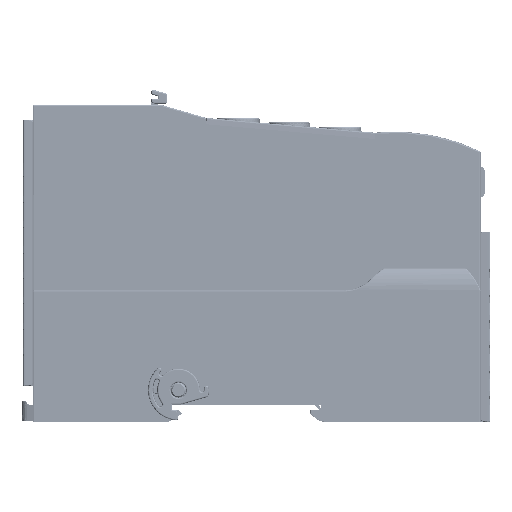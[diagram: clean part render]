
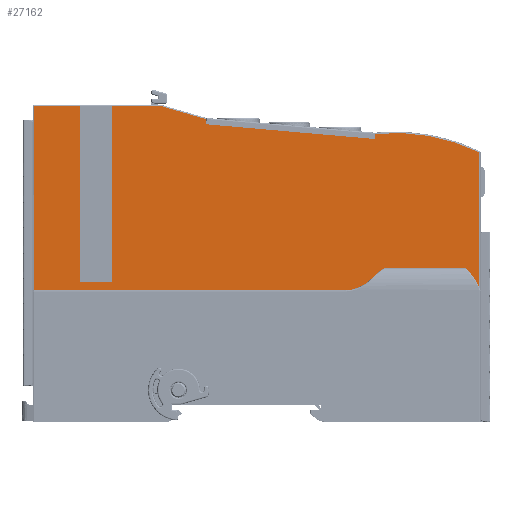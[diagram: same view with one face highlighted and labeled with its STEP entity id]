
A CAD part, front view. The second image highlights one B-rep face of the part: STEP entity #27162.
In plain terms, the highlighted planar face has unit normal (0, -1, 0).
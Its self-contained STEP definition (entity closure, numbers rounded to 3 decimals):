
#21233=CIRCLE('',#158097,15.);
#21237=CIRCLE('',#158103,9.);
#21238=CIRCLE('',#158105,45.883);
#21245=CIRCLE('',#158116,0.3);
#21247=CIRCLE('',#158122,13.);
#21248=CIRCLE('',#158126,0.3);
#23717=B_SPLINE_CURVE_WITH_KNOTS('',3,(#209779,#209780,#209781,#209782),
 .UNSPECIFIED.,.F.,.F.,(4,4),(0.,1.),.UNSPECIFIED.);
#23724=B_SPLINE_CURVE_WITH_KNOTS('',3,(#210508,#210509,#210510,#210511),
 .UNSPECIFIED.,.F.,.F.,(4,4),(0.,1.),.UNSPECIFIED.);
#23726=B_SPLINE_CURVE_WITH_KNOTS('',3,(#210619,#210620,#210621,#210622),
 .UNSPECIFIED.,.F.,.F.,(4,4),(0.,1.),.UNSPECIFIED.);
#27162=ADVANCED_FACE('',(#39687),#34378,.T.);
#34378=PLANE('',#158315);
#39687=FACE_OUTER_BOUND('',#47028,.T.);
#47028=EDGE_LOOP('',(#59721,#59722,#59723,#59724,#59725,#59726,#59727,#59728,
#59729,#59730,#59731,#59732,#59733,#59734,#59735,#59736,#59737,#59738,#59739,
#59740,#59741));
#59721=ORIENTED_EDGE('',*,*,#109645,.T.);
#59722=ORIENTED_EDGE('',*,*,#109616,.T.);
#59723=ORIENTED_EDGE('',*,*,#109614,.F.);
#59724=ORIENTED_EDGE('',*,*,#109261,.T.);
#59725=ORIENTED_EDGE('',*,*,#109281,.F.);
#59726=ORIENTED_EDGE('',*,*,#109277,.T.);
#59727=ORIENTED_EDGE('',*,*,#109276,.T.);
#59728=ORIENTED_EDGE('',*,*,#109275,.T.);
#59729=ORIENTED_EDGE('',*,*,#109280,.F.);
#59730=ORIENTED_EDGE('',*,*,#109237,.F.);
#59731=ORIENTED_EDGE('',*,*,#109241,.F.);
#59732=ORIENTED_EDGE('',*,*,#109255,.T.);
#59733=ORIENTED_EDGE('',*,*,#109274,.T.);
#59734=ORIENTED_EDGE('',*,*,#109283,.T.);
#59735=ORIENTED_EDGE('',*,*,#109270,.F.);
#59736=ORIENTED_EDGE('',*,*,#109269,.T.);
#59737=ORIENTED_EDGE('',*,*,#109242,.T.);
#59738=ORIENTED_EDGE('',*,*,#109230,.F.);
#59739=ORIENTED_EDGE('',*,*,#109257,.T.);
#59740=ORIENTED_EDGE('',*,*,#109618,.F.);
#59741=ORIENTED_EDGE('',*,*,#109646,.T.);
#95609=VERTEX_POINT('',#209416);
#95610=VERTEX_POINT('',#209418);
#95612=VERTEX_POINT('',#209436);
#95613=VERTEX_POINT('',#209440);
#95615=VERTEX_POINT('',#209446);
#95616=VERTEX_POINT('',#209450);
#95623=VERTEX_POINT('',#209763);
#95625=VERTEX_POINT('',#209771);
#95627=VERTEX_POINT('',#209783);
#95628=VERTEX_POINT('',#209784);
#95632=VERTEX_POINT('',#209807);
#95633=VERTEX_POINT('',#209813);
#95634=VERTEX_POINT('',#209819);
#95635=VERTEX_POINT('',#209823);
#95636=VERTEX_POINT('',#209824);
#95637=VERTEX_POINT('',#209826);
#95638=VERTEX_POINT('',#209828);
#95833=VERTEX_POINT('',#210489);
#95834=VERTEX_POINT('',#210507);
#95835=VERTEX_POINT('',#210514);
#95838=VERTEX_POINT('',#210623);
#109230=EDGE_CURVE('',#95609,#95610,#128499,.T.);
#109237=EDGE_CURVE('',#95612,#95613,#128504,.T.);
#109241=EDGE_CURVE('',#95615,#95612,#128507,.T.);
#109242=EDGE_CURVE('',#95616,#95610,#21233,.T.);
#109255=EDGE_CURVE('',#95615,#95623,#21237,.T.);
#109257=EDGE_CURVE('',#95609,#95625,#21238,.T.);
#109261=EDGE_CURVE('',#95627,#95628,#23717,.T.);
#109269=EDGE_CURVE('',#95632,#95616,#21245,.T.);
#109270=EDGE_CURVE('',#95632,#95633,#128512,.T.);
#109274=EDGE_CURVE('',#95623,#95634,#21247,.T.);
#109275=EDGE_CURVE('',#95635,#95636,#128515,.T.);
#109276=EDGE_CURVE('',#95637,#95635,#128516,.T.);
#109277=EDGE_CURVE('',#95638,#95637,#128517,.T.);
#109280=EDGE_CURVE('',#95613,#95636,#128520,.T.);
#109281=EDGE_CURVE('',#95638,#95628,#128521,.T.);
#109283=EDGE_CURVE('',#95634,#95633,#21248,.T.);
#109614=EDGE_CURVE('',#95627,#95833,#128831,.T.);
#109616=EDGE_CURVE('',#95834,#95833,#23724,.T.);
#109618=EDGE_CURVE('',#95835,#95625,#128834,.T.);
#109645=EDGE_CURVE('',#95838,#95834,#23726,.T.);
#109646=EDGE_CURVE('',#95835,#95838,#128860,.T.);
#128499=LINE('',#209417,#142166);
#128504=LINE('',#209439,#142171);
#128507=LINE('',#209447,#142174);
#128512=LINE('',#209812,#142179);
#128515=LINE('',#209822,#142182);
#128516=LINE('',#209825,#142183);
#128517=LINE('',#209827,#142184);
#128520=LINE('',#209833,#142187);
#128521=LINE('',#209834,#142188);
#128831=LINE('',#210504,#142498);
#128834=LINE('',#210515,#142501);
#128860=LINE('',#210624,#142527);
#142166=VECTOR('',#171953,1.);
#142171=VECTOR('',#171966,1.);
#142174=VECTOR('',#171973,1.);
#142179=VECTOR('',#172024,1.);
#142182=VECTOR('',#172037,1.);
#142183=VECTOR('',#172038,1.);
#142184=VECTOR('',#172039,1.);
#142187=VECTOR('',#172044,1.);
#142188=VECTOR('',#172045,1.);
#142498=VECTOR('',#172635,1.);
#142501=VECTOR('',#172642,1.);
#142527=VECTOR('',#172764,1.);
#158097=AXIS2_PLACEMENT_3D('',#209449,#171976,#171977);
#158103=AXIS2_PLACEMENT_3D('',#209764,#171991,#171992);
#158105=AXIS2_PLACEMENT_3D('',#209772,#171995,#171996);
#158116=AXIS2_PLACEMENT_3D('',#209809,#172018,#172019);
#158122=AXIS2_PLACEMENT_3D('',#209820,#172033,#172034);
#158126=AXIS2_PLACEMENT_3D('',#209844,#172048,#172049);
#158315=AXIS2_PLACEMENT_3D('',#210625,#172765,#172766);
#171953=DIRECTION('',(0.,0.,-1.));
#171966=DIRECTION('',(0.,0.,1.));
#171973=DIRECTION('',(-1.,0.,0.));
#171976=DIRECTION('',(0.,1.,0.));
#171977=DIRECTION('',(0.7,0.,0.714));
#171991=DIRECTION('',(0.,-1.,0.));
#171992=DIRECTION('',(0.,0.,-1.));
#171995=DIRECTION('',(0.,-1.,0.));
#171996=DIRECTION('',(0.437,0.,0.899));
#172018=DIRECTION('',(0.,1.,0.));
#172019=DIRECTION('',(0.,0.,1.));
#172024=DIRECTION('',(-1.,0.,0.));
#172033=DIRECTION('',(0.,1.,0.));
#172034=DIRECTION('',(-0.734,0.,0.679));
#172037=DIRECTION('',(0.,0.,1.));
#172038=DIRECTION('',(-1.,0.,0.));
#172039=DIRECTION('',(0.,0.,-1.));
#172044=DIRECTION('',(1.,0.,0.));
#172045=DIRECTION('',(1.,0.,0.));
#172048=DIRECTION('',(0.,1.,0.));
#172049=DIRECTION('',(-0.521,0.,0.854));
#172635=DIRECTION('',(0.,0.,-1.));
#172642=DIRECTION('',(0.,0.,1.));
#172764=DIRECTION('',(-0.996,0.,0.087));
#172765=DIRECTION('',(0.,-1.,0.));
#172766=DIRECTION('',(-1.,0.,0.));
#209416=CARTESIAN_POINT('',(107.7,33.,41.123));
#209417=CARTESIAN_POINT('',(107.7,33.,41.123));
#209418=CARTESIAN_POINT('',(107.7,33.,9.196));
#209436=CARTESIAN_POINT('',(2.3,33.,8.5));
#209439=CARTESIAN_POINT('',(2.3,33.,8.5));
#209440=CARTESIAN_POINT('',(2.3,33.,52.1));
#209446=CARTESIAN_POINT('',(75.654,33.,8.5));
#209447=CARTESIAN_POINT('',(75.654,33.,8.5));
#209449=CARTESIAN_POINT('',(94.081,33.,2.909));
#209450=CARTESIAN_POINT('',(104.588,33.,13.614));
#209763=CARTESIAN_POINT('',(82.259,33.,11.387));
#209764=CARTESIAN_POINT('',(75.654,33.,17.5));
#209771=CARTESIAN_POINT('',(83.,33.,45.505));
#209772=CARTESIAN_POINT('',(87.639,33.,-0.143));
#209779=CARTESIAN_POINT('',(43.068,33.,48.979));
#209780=CARTESIAN_POINT('',(39.508,33.,50.02));
#209781=CARTESIAN_POINT('',(35.948,33.,51.06));
#209782=CARTESIAN_POINT('',(32.388,33.,52.101));
#209783=CARTESIAN_POINT('',(43.068,33.,48.979));
#209784=CARTESIAN_POINT('',(32.388,33.,52.101));
#209807=CARTESIAN_POINT('',(104.378,33.,13.7));
#209809=CARTESIAN_POINT('',(104.378,33.,13.4));
#209812=CARTESIAN_POINT('',(104.378,33.,13.7));
#209813=CARTESIAN_POINT('',(85.189,33.,13.7));
#209819=CARTESIAN_POINT('',(85.033,33.,13.656));
#209820=CARTESIAN_POINT('',(91.8,33.,2.556));
#209822=CARTESIAN_POINT('',(13.25,33.,10.5));
#209823=CARTESIAN_POINT('',(13.25,33.,10.5));
#209824=CARTESIAN_POINT('',(13.25,33.,52.1));
#209825=CARTESIAN_POINT('',(20.75,33.,10.5));
#209826=CARTESIAN_POINT('',(20.75,33.,10.5));
#209827=CARTESIAN_POINT('',(20.75,33.,52.1));
#209828=CARTESIAN_POINT('',(20.75,33.,52.1));
#209833=CARTESIAN_POINT('',(2.3,33.,52.1));
#209834=CARTESIAN_POINT('',(2.3,33.,52.1));
#209844=CARTESIAN_POINT('',(85.189,33.,13.4));
#210489=CARTESIAN_POINT('',(43.068,33.,47.795));
#210504=CARTESIAN_POINT('',(43.069,33.,48.655));
#210507=CARTESIAN_POINT('',(43.119,33.,47.79));
#210508=CARTESIAN_POINT('',(43.119,33.,47.79));
#210509=CARTESIAN_POINT('',(43.102,33.,47.792));
#210510=CARTESIAN_POINT('',(43.085,33.,47.793));
#210511=CARTESIAN_POINT('',(43.068,33.,47.795));
#210514=CARTESIAN_POINT('',(83.,33.,44.301));
#210515=CARTESIAN_POINT('',(83.,33.,44.301));
#210619=CARTESIAN_POINT('',(82.95,33.,44.305));
#210620=CARTESIAN_POINT('',(69.673,33.,45.467));
#210621=CARTESIAN_POINT('',(56.396,33.,46.629));
#210622=CARTESIAN_POINT('',(43.119,33.,47.79));
#210623=CARTESIAN_POINT('',(82.95,33.,44.305));
#210624=CARTESIAN_POINT('',(83.,33.,44.301));
#210625=CARTESIAN_POINT('',(110.,33.,-22.6));
